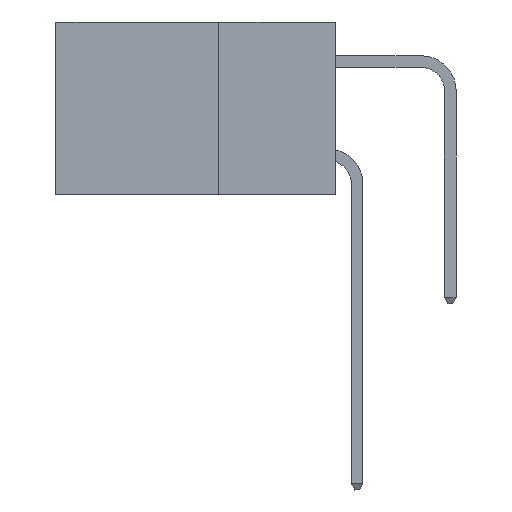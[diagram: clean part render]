
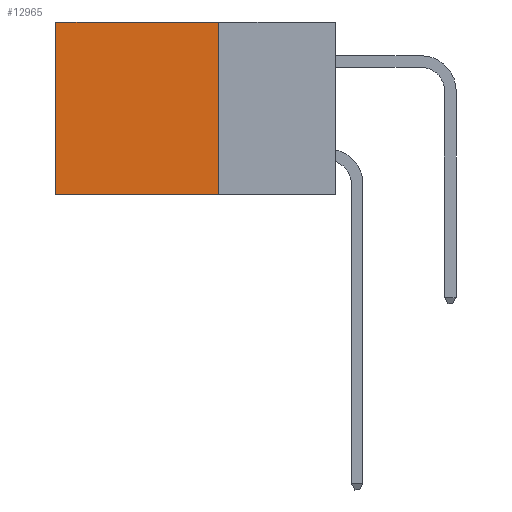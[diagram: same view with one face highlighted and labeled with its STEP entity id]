
A CAD part, left-side view. The second image highlights one B-rep face of the part: STEP entity #12965.
In plain terms, the highlighted planar face has unit normal (-1, 0, 0).
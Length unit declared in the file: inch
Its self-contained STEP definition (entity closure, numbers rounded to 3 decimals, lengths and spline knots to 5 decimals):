
#923 = EDGE_CURVE ( 'NONE', #18420, #17955, #8842, .T. ) ;
#1296 = VECTOR ( 'NONE', #18425, 39.37008 ) ;
#1486 = LINE ( 'NONE', #18215, #9159 ) ;
#2556 = DIRECTION ( 'NONE',  ( 1., 0., 0. ) ) ;
#2833 = FACE_OUTER_BOUND ( 'NONE', #18545, .T. ) ;
#4157 = VERTEX_POINT ( 'NONE', #18089 ) ;
#4163 = CARTESIAN_POINT ( 'NONE',  ( 0.2875, 0.25, 0. ) ) ;
#4279 = EDGE_CURVE ( 'NONE', #17955, #4157, #12524, .T. ) ;
#4623 = ORIENTED_EDGE ( 'NONE', *, *, #4279, .T. ) ;
#4811 = VECTOR ( 'NONE', #10677, 39.37008 ) ;
#6422 = LINE ( 'NONE', #17333, #13987 ) ;
#8453 = CARTESIAN_POINT ( 'NONE',  ( 0.2875, 0.25, 0. ) ) ;
#8842 = LINE ( 'NONE', #4163, #4811 ) ;
#9130 = ORIENTED_EDGE ( 'NONE', *, *, #14284, .F. ) ;
#9159 = VECTOR ( 'NONE', #12270, 39.37008 ) ;
#9444 = CARTESIAN_POINT ( 'NONE',  ( 0.2875, 0.6, 0. ) ) ;
#10677 = DIRECTION ( 'NONE',  ( 0., 1., 0. ) ) ;
#11653 = CARTESIAN_POINT ( 'NONE',  ( 0.2875, 0.25, -0.37 ) ) ;
#11730 = CARTESIAN_POINT ( 'NONE',  ( 0.2875, 0.25, 0. ) ) ;
#12270 = DIRECTION ( 'NONE',  ( 0., 1., 0. ) ) ;
#12524 = LINE ( 'NONE', #9444, #1296 ) ;
#12687 = ORIENTED_EDGE ( 'NONE', *, *, #16742, .F. ) ;
#12965 = ADVANCED_FACE ( 'NONE', ( #2833 ), #16187, .F. ) ;
#13159 = ORIENTED_EDGE ( 'NONE', *, *, #923, .T. ) ;
#13241 = DIRECTION ( 'NONE',  ( 0., 0., -1. ) ) ;
#13987 = VECTOR ( 'NONE', #18795, 39.37008 ) ;
#14284 = EDGE_CURVE ( 'NONE', #18420, #17862, #6422, .T. ) ;
#16157 = AXIS2_PLACEMENT_3D ( 'NONE', #11730, #2556, #13241 ) ;
#16187 = PLANE ( 'NONE',  #16157 ) ;
#16742 = EDGE_CURVE ( 'NONE', #17862, #4157, #1486, .T. ) ;
#17333 = CARTESIAN_POINT ( 'NONE',  ( 0.2875, 0.25, 0. ) ) ;
#17787 = CARTESIAN_POINT ( 'NONE',  ( 0.2875, 0.6, 0. ) ) ;
#17862 = VERTEX_POINT ( 'NONE', #11653 ) ;
#17955 = VERTEX_POINT ( 'NONE', #17787 ) ;
#18089 = CARTESIAN_POINT ( 'NONE',  ( 0.2875, 0.6, -0.37 ) ) ;
#18215 = CARTESIAN_POINT ( 'NONE',  ( 0.2875, 0.25, -0.37 ) ) ;
#18420 = VERTEX_POINT ( 'NONE', #8453 ) ;
#18425 = DIRECTION ( 'NONE',  ( 0., 0., -1. ) ) ;
#18545 = EDGE_LOOP ( 'NONE', ( #4623, #12687, #9130, #13159 ) ) ;
#18795 = DIRECTION ( 'NONE',  ( 0., 0., -1. ) ) ;
